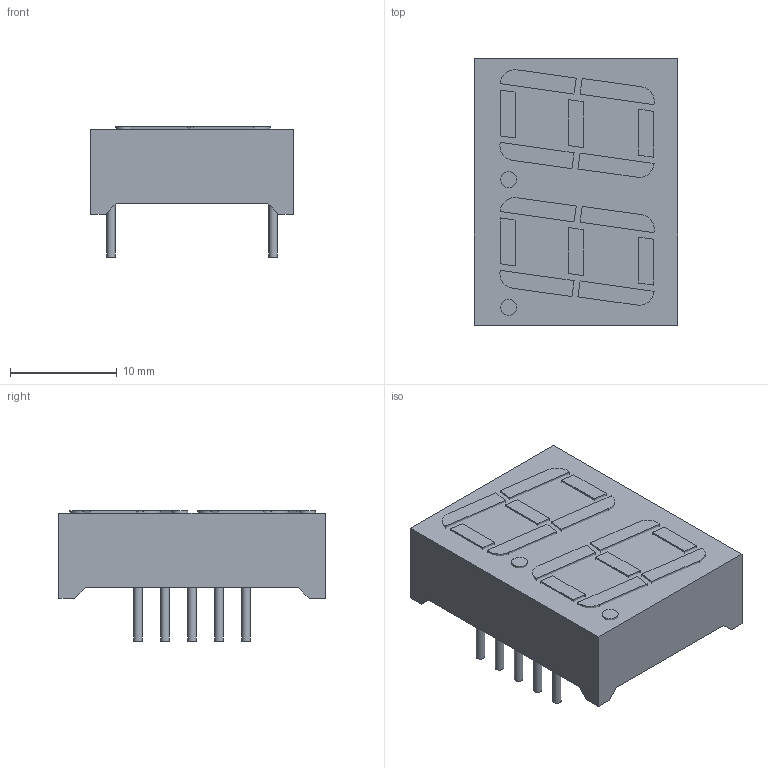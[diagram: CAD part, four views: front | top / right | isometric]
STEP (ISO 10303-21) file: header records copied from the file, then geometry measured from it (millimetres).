
FILE_DESCRIPTION(('FreeCAD Model'),'2;1');
FILE_NAME('Open CASCADE Shape Model','2025-08-24T12:09:33',(''),(''), 'Open CASCADE STEP processor 7.8','FreeCAD','Unknown');
FILE_SCHEMA(('AUTOMOTIVE_DESIGN { 1 0 10303 214 1 1 1 1 }'));
Length unit declared in the file: millimetre
Products named in the file (14): Unnamed; Digit 002; Cut001; Pin001; Pin002; Pin003; Pin004; Pin005; Pin010; Pin09; Pin08; Pin07; Pin06; Digit 001
Assembly tree (13 placements, depth 2):
  Unnamed
    Digit 002
    Cut001
    Pin001
    Pin002
    Pin003
    Pin004
    Pin005
    Pin010
    Pin09
    Pin08
    Pin07
    Pin06
    Digit 001
Bounding box: 19.05 x 25 x 12.2 mm (x, y, z)
Volume: 3640.3 mm3; surface area: 2511.8 mm2
Topology: 27 solids, 27 shells, 152 faces, 294 edges, 196 vertices
Faces by surface type: plane 132, cylinder 20
Full cylindrical faces by diameter (mm): 0.8 x10, 1.5 x2
Entity records: 4278 total; most frequent: DIRECTION 666, CARTESIAN_POINT 656, ORIENTED_EDGE 588, EDGE_CURVE 294, LINE 254, VECTOR 254, AXIS2_PLACEMENT_3D 206, VERTEX_POINT 196
